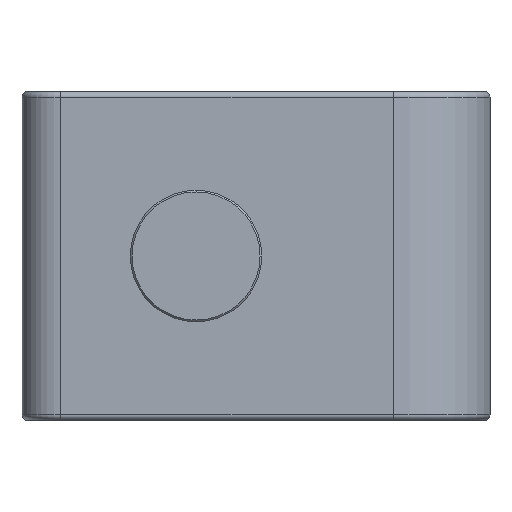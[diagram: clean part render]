
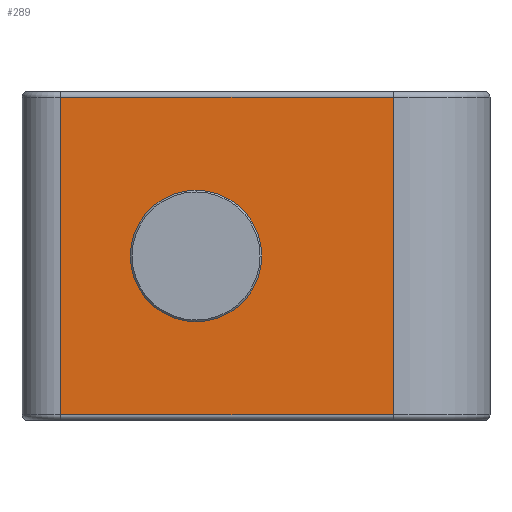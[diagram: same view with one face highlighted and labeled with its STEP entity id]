
A CAD part, front view. The second image highlights one B-rep face of the part: STEP entity #289.
In plain terms, the highlighted face is planar.
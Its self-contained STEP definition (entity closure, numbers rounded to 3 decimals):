
#6 = VERTEX_POINT ( 'NONE', #3882 ) ;
#26 = DIRECTION ( 'NONE',  ( 1., 0., 0. ) ) ;
#35 = CARTESIAN_POINT ( 'NONE',  ( 2., 20., -8.2 ) ) ;
#185 = ORIENTED_EDGE ( 'NONE', *, *, #2600, .T. ) ;
#266 = CARTESIAN_POINT ( 'NONE',  ( 0., 20., 8.5 ) ) ;
#289 = ADVANCED_FACE ( 'NONE', ( #1169, #3255 ), #2117, .F. ) ;
#337 = EDGE_LOOP ( 'NONE', ( #2376, #893 ) ) ;
#433 = EDGE_CURVE ( 'NONE', #2614, #2166, #1200, .T. ) ;
#591 = ORIENTED_EDGE ( 'NONE', *, *, #3067, .T. ) ;
#607 = CARTESIAN_POINT ( 'NONE',  ( 2., 20., 8.2 ) ) ;
#609 = VECTOR ( 'NONE', #26, 1000. ) ;
#845 = AXIS2_PLACEMENT_3D ( 'NONE', #1390, #3527, #1679 ) ;
#856 = VECTOR ( 'NONE', #3922, 1000. ) ;
#867 = CARTESIAN_POINT ( 'NONE',  ( 2., 20., -8.2 ) ) ;
#888 = VECTOR ( 'NONE', #3644, 1000. ) ;
#893 = ORIENTED_EDGE ( 'NONE', *, *, #2248, .F. ) ;
#895 = CARTESIAN_POINT ( 'NONE',  ( 19.2, 20., 8.5 ) ) ;
#1002 = CARTESIAN_POINT ( 'NONE',  ( 9., 20., -3.4 ) ) ;
#1045 = VERTEX_POINT ( 'NONE', #607 ) ;
#1169 = FACE_BOUND ( 'NONE', #337, .T. ) ;
#1170 = DIRECTION ( 'NONE',  ( 0., -1., 0. ) ) ;
#1200 = CIRCLE ( 'NONE', #2876, 3.4 ) ;
#1302 = CARTESIAN_POINT ( 'NONE',  ( 2., 20., 8.5 ) ) ;
#1342 = EDGE_CURVE ( 'NONE', #6, #2621, #3279, .T. ) ;
#1390 = CARTESIAN_POINT ( 'NONE',  ( 9., 20., 0. ) ) ;
#1448 = AXIS2_PLACEMENT_3D ( 'NONE', #266, #1170, #1468 ) ;
#1468 = DIRECTION ( 'NONE',  ( 0., 0., -1. ) ) ;
#1600 = DIRECTION ( 'NONE',  ( 0., 0., 1. ) ) ;
#1679 = DIRECTION ( 'NONE',  ( 0., 0., 1. ) ) ;
#1734 = LINE ( 'NONE', #1302, #3261 ) ;
#1745 = CIRCLE ( 'NONE', #845, 3.4 ) ;
#2005 = DIRECTION ( 'NONE',  ( 0., 1., 0. ) ) ;
#2092 = EDGE_LOOP ( 'NONE', ( #2374, #2274, #591, #185 ) ) ;
#2117 = PLANE ( 'NONE',  #1448 ) ;
#2157 = LINE ( 'NONE', #895, #888 ) ;
#2166 = VERTEX_POINT ( 'NONE', #1002 ) ;
#2248 = EDGE_CURVE ( 'NONE', #2166, #2614, #1745, .T. ) ;
#2274 = ORIENTED_EDGE ( 'NONE', *, *, #1342, .T. ) ;
#2361 = DIRECTION ( 'NONE',  ( 0., 0., 1. ) ) ;
#2374 = ORIENTED_EDGE ( 'NONE', *, *, #3695, .T. ) ;
#2376 = ORIENTED_EDGE ( 'NONE', *, *, #433, .F. ) ;
#2465 = VERTEX_POINT ( 'NONE', #2721 ) ;
#2600 = EDGE_CURVE ( 'NONE', #1045, #2465, #3021, .T. ) ;
#2614 = VERTEX_POINT ( 'NONE', #2771 ) ;
#2621 = VERTEX_POINT ( 'NONE', #35 ) ;
#2721 = CARTESIAN_POINT ( 'NONE',  ( 19.2, 20., 8.2 ) ) ;
#2771 = CARTESIAN_POINT ( 'NONE',  ( 9., 20., 3.4 ) ) ;
#2876 = AXIS2_PLACEMENT_3D ( 'NONE', #3090, #2005, #2361 ) ;
#3021 = LINE ( 'NONE', #3694, #609 ) ;
#3067 = EDGE_CURVE ( 'NONE', #2621, #1045, #1734, .T. ) ;
#3090 = CARTESIAN_POINT ( 'NONE',  ( 9., 20., 0. ) ) ;
#3255 = FACE_OUTER_BOUND ( 'NONE', #2092, .T. ) ;
#3261 = VECTOR ( 'NONE', #1600, 1000. ) ;
#3279 = LINE ( 'NONE', #867, #856 ) ;
#3527 = DIRECTION ( 'NONE',  ( 0., 1., 0. ) ) ;
#3644 = DIRECTION ( 'NONE',  ( 0., 0., -1. ) ) ;
#3694 = CARTESIAN_POINT ( 'NONE',  ( 0., 20., 8.2 ) ) ;
#3695 = EDGE_CURVE ( 'NONE', #2465, #6, #2157, .T. ) ;
#3882 = CARTESIAN_POINT ( 'NONE',  ( 19.2, 20., -8.2 ) ) ;
#3922 = DIRECTION ( 'NONE',  ( -1., 0., 0. ) ) ;
